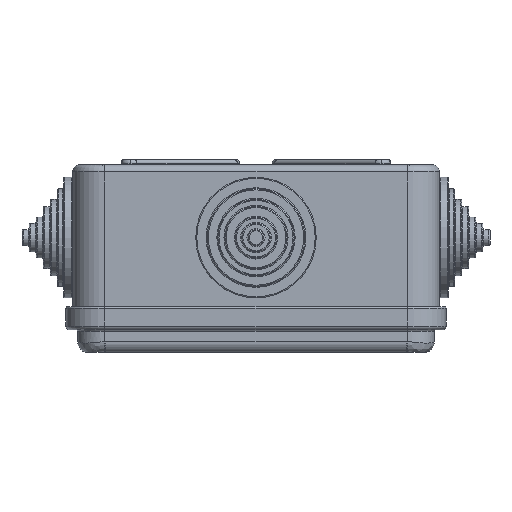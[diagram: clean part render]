
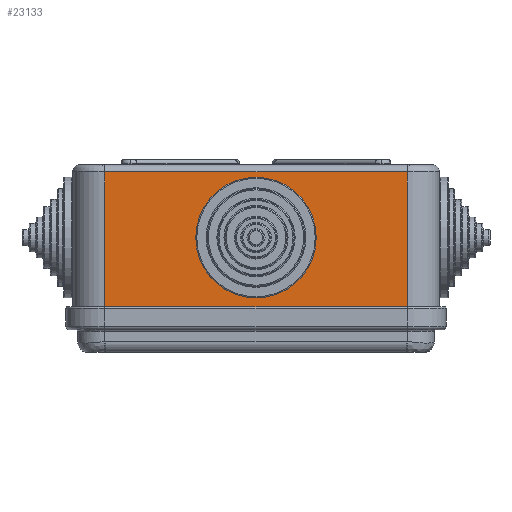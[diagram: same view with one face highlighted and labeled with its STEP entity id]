
A CAD part, left-side view. The second image highlights one B-rep face of the part: STEP entity #23133.
In plain terms, the highlighted planar face has unit normal (-1, 0, 0).
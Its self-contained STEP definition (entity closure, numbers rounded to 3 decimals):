
#699 = VECTOR ( 'NONE', #21837, 1000. ) ;
#5793 = LINE ( 'NONE', #14394, #15398 ) ;
#6123 = VERTEX_POINT ( 'NONE', #34733 ) ;
#7631 = CARTESIAN_POINT ( 'NONE',  ( -36.567, 22.821, 32.4 ) ) ;
#7994 = FACE_BOUND ( 'NONE', #47999, .T. ) ;
#8809 = LINE ( 'NONE', #21186, #12655 ) ;
#9360 = VECTOR ( 'NONE', #50398, 1000. ) ;
#11082 = CARTESIAN_POINT ( 'NONE',  ( -36.567, -34.679, 7.9 ) ) ;
#12655 = VECTOR ( 'NONE', #48238, 1000. ) ;
#14394 = CARTESIAN_POINT ( 'NONE',  ( -36.567, -34.679, 7.9 ) ) ;
#15398 = VECTOR ( 'NONE', #40286, 1000. ) ;
#16361 = DIRECTION ( 'NONE',  ( 0., -1., 0. ) ) ;
#17886 = EDGE_CURVE ( 'NONE', #54270, #54160, #33233, .T. ) ;
#19297 = LINE ( 'NONE', #32781, #9360 ) ;
#20127 = CARTESIAN_POINT ( 'NONE',  ( -36.567, 8.021, 32.4 ) ) ;
#20665 = FACE_OUTER_BOUND ( 'NONE', #51988, .T. ) ;
#20940 = CARTESIAN_POINT ( 'NONE',  ( -36.567, -43.679, 7.9 ) ) ;
#20960 = DIRECTION ( 'NONE',  ( 1., 0., 0. ) ) ;
#21186 = CARTESIAN_POINT ( 'NONE',  ( -36.567, 50.721, 7.9 ) ) ;
#21837 = DIRECTION ( 'NONE',  ( 0., 1., 0. ) ) ;
#23133 = ADVANCED_FACE ( 'NONE', ( #7994, #20665 ), #51464, .F. ) ;
#23891 = ORIENTED_EDGE ( 'NONE', *, *, #17886, .T. ) ;
#24659 = DIRECTION ( 'NONE',  ( 1., 0., 0. ) ) ;
#26409 = VERTEX_POINT ( 'NONE', #47184 ) ;
#27282 = LINE ( 'NONE', #48624, #699 ) ;
#28044 = EDGE_CURVE ( 'NONE', #35571, #6123, #27282, .T. ) ;
#28662 = ORIENTED_EDGE ( 'NONE', *, *, #28044, .F. ) ;
#30320 = EDGE_CURVE ( 'NONE', #54160, #54270, #50127, .T. ) ;
#30444 = ORIENTED_EDGE ( 'NONE', *, *, #33515, .T. ) ;
#32621 = AXIS2_PLACEMENT_3D ( 'NONE', #55803, #20960, #16361 ) ;
#32781 = CARTESIAN_POINT ( 'NONE',  ( -36.567, -43.679, 50.9 ) ) ;
#33115 = ORIENTED_EDGE ( 'NONE', *, *, #30320, .T. ) ;
#33233 = CIRCLE ( 'NONE', #52573, 14.8 ) ;
#33303 = DIRECTION ( 'NONE',  ( 0., 1., 0. ) ) ;
#33515 = EDGE_CURVE ( 'NONE', #35571, #26409, #5793, .T. ) ;
#34733 = CARTESIAN_POINT ( 'NONE',  ( -36.567, 50.721, 7.9 ) ) ;
#35571 = VERTEX_POINT ( 'NONE', #11082 ) ;
#36045 = CARTESIAN_POINT ( 'NONE',  ( -36.567, -6.779, 32.4 ) ) ;
#36820 = VERTEX_POINT ( 'NONE', #38112 ) ;
#37273 = AXIS2_PLACEMENT_3D ( 'NONE', #20940, #24659, #33303 ) ;
#37800 = ORIENTED_EDGE ( 'NONE', *, *, #46741, .T. ) ;
#38112 = CARTESIAN_POINT ( 'NONE',  ( -36.567, 50.721, 50.9 ) ) ;
#38455 = ORIENTED_EDGE ( 'NONE', *, *, #51091, .T. ) ;
#40286 = DIRECTION ( 'NONE',  ( 0., 0., 1. ) ) ;
#46741 = EDGE_CURVE ( 'NONE', #36820, #6123, #8809, .T. ) ;
#47184 = CARTESIAN_POINT ( 'NONE',  ( -36.567, -34.679, 50.9 ) ) ;
#47999 = EDGE_LOOP ( 'NONE', ( #23891, #33115 ) ) ;
#48238 = DIRECTION ( 'NONE',  ( 0., 0., -1. ) ) ;
#48624 = CARTESIAN_POINT ( 'NONE',  ( -36.567, -43.679, 7.9 ) ) ;
#50082 = DIRECTION ( 'NONE',  ( 0., -1., 0. ) ) ;
#50127 = CIRCLE ( 'NONE', #32621, 14.8 ) ;
#50398 = DIRECTION ( 'NONE',  ( 0., 1., 0. ) ) ;
#50649 = DIRECTION ( 'NONE',  ( 1., 0., 0. ) ) ;
#51091 = EDGE_CURVE ( 'NONE', #26409, #36820, #19297, .T. ) ;
#51464 = PLANE ( 'NONE',  #37273 ) ;
#51988 = EDGE_LOOP ( 'NONE', ( #30444, #38455, #37800, #28662 ) ) ;
#52573 = AXIS2_PLACEMENT_3D ( 'NONE', #20127, #50649, #50082 ) ;
#54160 = VERTEX_POINT ( 'NONE', #7631 ) ;
#54270 = VERTEX_POINT ( 'NONE', #36045 ) ;
#55803 = CARTESIAN_POINT ( 'NONE',  ( -36.567, 8.021, 32.4 ) ) ;
